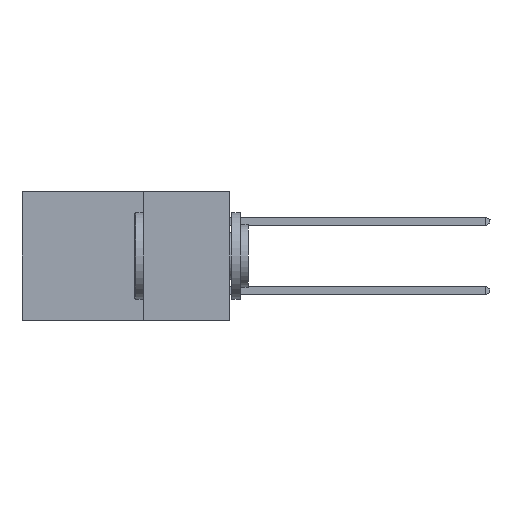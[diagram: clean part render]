
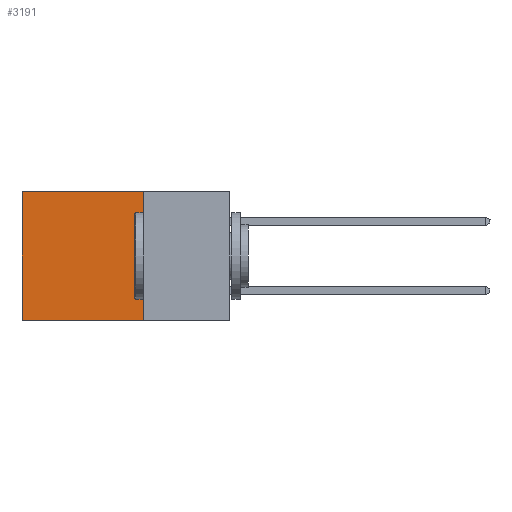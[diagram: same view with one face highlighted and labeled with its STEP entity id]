
A CAD part, left-side view. The second image highlights one B-rep face of the part: STEP entity #3191.
In plain terms, the highlighted planar face has unit normal (-1, 0, 0).
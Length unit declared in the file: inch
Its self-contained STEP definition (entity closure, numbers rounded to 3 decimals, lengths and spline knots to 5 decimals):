
#880 = EDGE_CURVE ( 'NONE', #5003, #17043, #19406, .T. ) ;
#2050 = DIRECTION ( 'NONE',  ( 0., 0., -1. ) ) ;
#2998 = CARTESIAN_POINT ( 'NONE',  ( 0.298, 0.6, 0. ) ) ;
#3191 = ADVANCED_FACE ( 'NONE', ( #8182 ), #4023, .F. ) ;
#3953 = CARTESIAN_POINT ( 'NONE',  ( 0.298, 0.25, 0. ) ) ;
#4023 = PLANE ( 'NONE',  #23477 ) ;
#4869 = LINE ( 'NONE', #3953, #17729 ) ;
#5003 = VERTEX_POINT ( 'NONE', #2998 ) ;
#5693 = EDGE_CURVE ( 'NONE', #11243, #5003, #15969, .T. ) ;
#6545 = VECTOR ( 'NONE', #2050, 39.37008 ) ;
#6708 = CARTESIAN_POINT ( 'NONE',  ( 0.298, 0.6, -0.37 ) ) ;
#7049 = ORIENTED_EDGE ( 'NONE', *, *, #22208, .F. ) ;
#7139 = DIRECTION ( 'NONE',  ( 0., 1., 0. ) ) ;
#7785 = CARTESIAN_POINT ( 'NONE',  ( 0.298, 0.25, 0. ) ) ;
#8182 = FACE_OUTER_BOUND ( 'NONE', #21606, .T. ) ;
#9263 = LINE ( 'NONE', #23864, #20046 ) ;
#9719 = CARTESIAN_POINT ( 'NONE',  ( 0.298, 0.6, 0. ) ) ;
#11243 = VERTEX_POINT ( 'NONE', #15297 ) ;
#12645 = EDGE_CURVE ( 'NONE', #15213, #17043, #9263, .T. ) ;
#14933 = ORIENTED_EDGE ( 'NONE', *, *, #12645, .F. ) ;
#15213 = VERTEX_POINT ( 'NONE', #17154 ) ;
#15297 = CARTESIAN_POINT ( 'NONE',  ( 0.298, 0.25, 0. ) ) ;
#15355 = DIRECTION ( 'NONE',  ( 1., 0., 0. ) ) ;
#15969 = LINE ( 'NONE', #22970, #20367 ) ;
#17043 = VERTEX_POINT ( 'NONE', #6708 ) ;
#17154 = CARTESIAN_POINT ( 'NONE',  ( 0.298, 0.25, -0.37 ) ) ;
#17729 = VECTOR ( 'NONE', #20553, 39.37008 ) ;
#19125 = DIRECTION ( 'NONE',  ( 0., 0., -1. ) ) ;
#19406 = LINE ( 'NONE', #9719, #6545 ) ;
#19534 = DIRECTION ( 'NONE',  ( 0., 1., 0. ) ) ;
#19775 = ORIENTED_EDGE ( 'NONE', *, *, #880, .T. ) ;
#20046 = VECTOR ( 'NONE', #7139, 39.37008 ) ;
#20189 = ORIENTED_EDGE ( 'NONE', *, *, #5693, .T. ) ;
#20367 = VECTOR ( 'NONE', #19534, 39.37008 ) ;
#20553 = DIRECTION ( 'NONE',  ( 0., 0., -1. ) ) ;
#21606 = EDGE_LOOP ( 'NONE', ( #19775, #14933, #7049, #20189 ) ) ;
#22208 = EDGE_CURVE ( 'NONE', #11243, #15213, #4869, .T. ) ;
#22970 = CARTESIAN_POINT ( 'NONE',  ( 0.298, 0.25, 0. ) ) ;
#23477 = AXIS2_PLACEMENT_3D ( 'NONE', #7785, #15355, #19125 ) ;
#23864 = CARTESIAN_POINT ( 'NONE',  ( 0.298, 0.25, -0.37 ) ) ;
